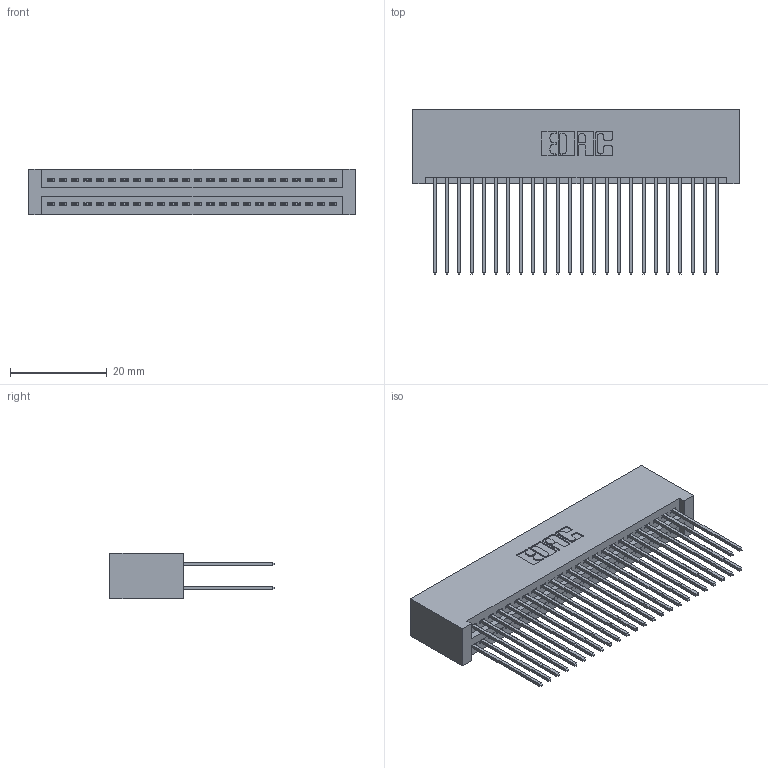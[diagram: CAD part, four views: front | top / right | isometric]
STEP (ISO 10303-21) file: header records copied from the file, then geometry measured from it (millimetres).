
FILE_DESCRIPTION (( 'STEP AP203' ), '1' );
FILE_NAME ('345-048-541-201.STEP', '2019-10-29T04:44:12', ( '' ), ( '' ), 'SwSTEP 2.0', 'SolidWorks 2016', '' );
FILE_SCHEMA (( 'CONFIG_CONTROL_DESIGN' ));
Length unit declared in the file: inch
Products named in the file (3): 345-292-001_345-293-141; 345 Part_No Mounting Lugs; 345-048-541-201
Assembly tree (49 placements, depth 2):
  345-048-541-201
    345 Part_No Mounting Lugs
    345-292-001_345-293-141  x48
Bounding box: 67.56 x 33.96 x 9.4 mm (x, y, z)
Volume: 7287.4 mm3; surface area: 12021.2 mm2
Topology: 49 solids, 49 shells, 2518 faces, 7469 edges, 4914 vertices
Faces by surface type: plane 1660, cylinder 858
Entity records: 20995 total; most frequent: CARTESIAN_POINT 3536, ORIENTED_EDGE 3470, DIRECTION 3135, EDGE_CURVE 1735, LINE 1515, VECTOR 1515, VERTEX_POINT 1154, AXIS2_PLACEMENT_3D 810
